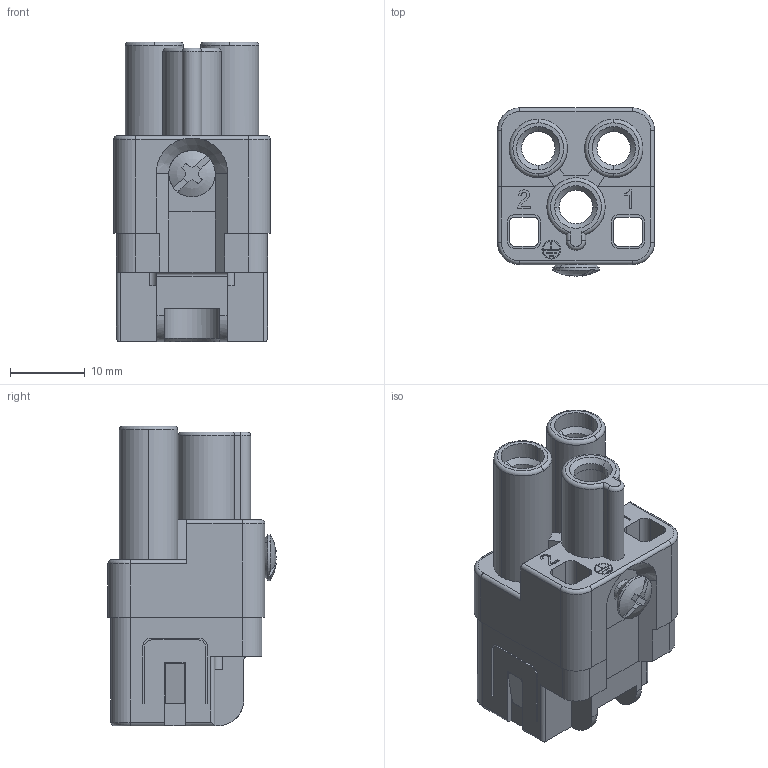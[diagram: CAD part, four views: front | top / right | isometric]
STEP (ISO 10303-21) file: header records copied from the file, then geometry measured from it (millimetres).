
FILE_DESCRIPTION(('Creo Elements/Direct Modeling STEP Export'),'2;1');
FILE_NAME('0lndrr04qr731vt2260','2019-05-22T14:12:15',(''),(''),'PTC Creo Elements/Direct Modeling STEP processor for AP214 (Solid Model)','PTC Creo Elements/Direct Modeling 19.0B 21-Mar-2015 (C) Parametric Technology GmbH','');
FILE_SCHEMA(('AUTOMOTIVE_DESIGN { 1 0 10303 214 1 1 1 1 }'));
Length unit declared in the file: millimetre
Products named in the file (2): CQ4F_02
Assembly tree (1 placements, depth 2):
  CQ4F_02
    CQ4F_02
Bounding box: 21 x 22.52 x 40.1 mm (x, y, z)
Volume: 6897.1 mm3; surface area: 7025.1 mm2
Topology: 1 solids, 1 shells, 349 faces, 1037 edges, 712 vertices
Faces by surface type: plane 219, cylinder 96, cone 20, torus 12, sphere 2
Entity records: 11842 total; most frequent: CARTESIAN_POINT 2251, ORIENTED_EDGE 2074, DIRECTION 1784, EDGE_CURVE 1037, VECTOR 728, LINE 728, VERTEX_POINT 712, AXIS2_PLACEMENT_3D 528
